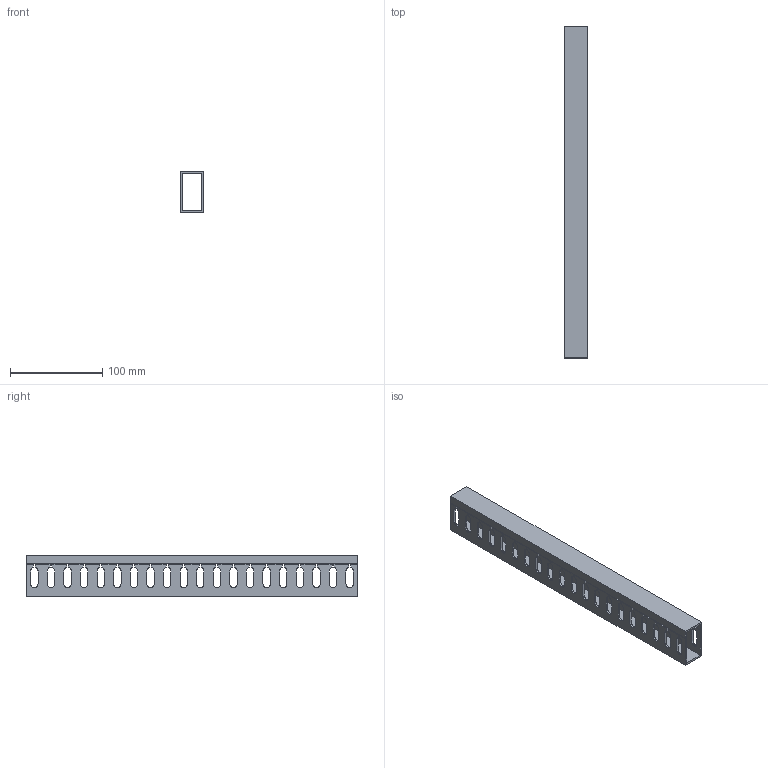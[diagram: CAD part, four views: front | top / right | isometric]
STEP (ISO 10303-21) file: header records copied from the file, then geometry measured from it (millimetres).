
FILE_DESCRIPTION(('FreeCAD Model'),'2;1');
FILE_NAME('Open CASCADE Shape Model','2022-09-02T22:59:03',(''),(''), 'Open CASCADE STEP processor 7.5','FreeCAD','Unknown');
FILE_SCHEMA(('AUTOMOTIVE_DESIGN { 1 0 10303 214 1 1 1 1 }'));
Length unit declared in the file: millimetre
Products named in the file (3): Slotted_Channel; Lid; Duct
Assembly tree (2 placements, depth 2):
  Slotted_Channel
    Lid
    Duct
Bounding box: 25 x 360 x 45 mm (x, y, z)
Volume: 80132 mm3; surface area: 87961.3 mm2
Topology: 2 solids, 2 shells, 340 faces, 1008 edges, 672 vertices
Faces by surface type: plane 220, cylinder 120
Entity records: 11438 total; most frequent: CARTESIAN_POINT 2023, ORIENTED_EDGE 2016, DIRECTION 1934, EDGE_CURVE 1008, LINE 768, VECTOR 768, VERTEX_POINT 672, AXIS2_PLACEMENT_3D 583
